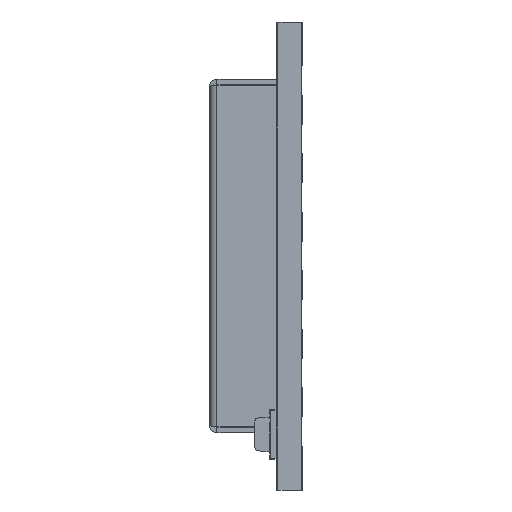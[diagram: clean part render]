
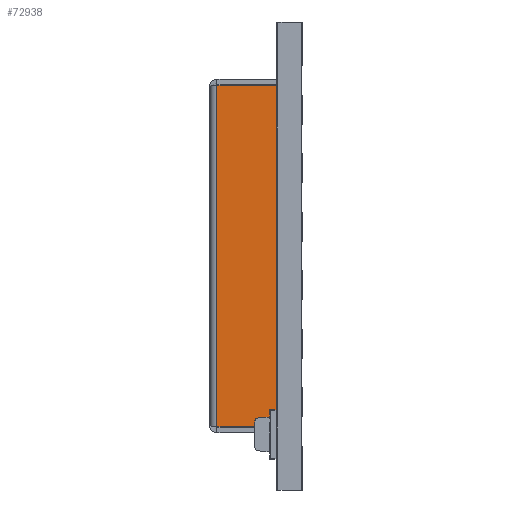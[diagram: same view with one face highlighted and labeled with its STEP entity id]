
A CAD part, left-side view. The second image highlights one B-rep face of the part: STEP entity #72938.
In plain terms, the highlighted planar face has unit normal (-1, 0, 0).
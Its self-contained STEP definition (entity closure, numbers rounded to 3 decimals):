
#5295 = LINE ( 'NONE', #34590, #9544 ) ;
#6059 = DIRECTION ( 'NONE',  ( 0., 1., 0. ) ) ;
#6695 = ORIENTED_EDGE ( 'NONE', *, *, #143288, .F. ) ;
#9325 = LINE ( 'NONE', #24077, #40720 ) ;
#9544 = VECTOR ( 'NONE', #128020, 1000. ) ;
#15497 = EDGE_CURVE ( 'NONE', #141987, #58343, #108520, .T. ) ;
#17145 = EDGE_CURVE ( 'NONE', #141987, #126921, #9325, .T. ) ;
#24077 = CARTESIAN_POINT ( 'NONE',  ( -7.5, 0.25, -6.05 ) ) ;
#34590 = CARTESIAN_POINT ( 'NONE',  ( -7.5, 2.3, 0. ) ) ;
#35066 = CARTESIAN_POINT ( 'NONE',  ( -7.5, 0.25, 5.832 ) ) ;
#35149 = ORIENTED_EDGE ( 'NONE', *, *, #15497, .T. ) ;
#40720 = VECTOR ( 'NONE', #51628, 1000. ) ;
#41034 = EDGE_LOOP ( 'NONE', ( #125599, #35149, #132773, #6695 ) ) ;
#47434 = DIRECTION ( 'NONE',  ( 0., 1., 0. ) ) ;
#49750 = LINE ( 'NONE', #113418, #152143 ) ;
#51628 = DIRECTION ( 'NONE',  ( 0., 0., -1. ) ) ;
#58343 = VERTEX_POINT ( 'NONE', #97740 ) ;
#72938 = ADVANCED_FACE ( 'NONE', ( #73462 ), #112506, .F. ) ;
#73462 = FACE_OUTER_BOUND ( 'NONE', #41034, .T. ) ;
#86200 = DIRECTION ( 'NONE',  ( 1., 0., 0. ) ) ;
#97740 = CARTESIAN_POINT ( 'NONE',  ( -7.5, 2.3, 5.832 ) ) ;
#98488 = DIRECTION ( 'NONE',  ( 0., 1., 0. ) ) ;
#108520 = LINE ( 'NONE', #137637, #139878 ) ;
#112506 = PLANE ( 'NONE',  #166040 ) ;
#113418 = CARTESIAN_POINT ( 'NONE',  ( -7.5, 0.2, -5.832 ) ) ;
#125599 = ORIENTED_EDGE ( 'NONE', *, *, #17145, .F. ) ;
#126921 = VERTEX_POINT ( 'NONE', #154380 ) ;
#128020 = DIRECTION ( 'NONE',  ( 0., 0., -1. ) ) ;
#132773 = ORIENTED_EDGE ( 'NONE', *, *, #136440, .T. ) ;
#136440 = EDGE_CURVE ( 'NONE', #58343, #172293, #5295, .T. ) ;
#137637 = CARTESIAN_POINT ( 'NONE',  ( -7.5, 0., 5.832 ) ) ;
#139878 = VECTOR ( 'NONE', #98488, 1000. ) ;
#141987 = VERTEX_POINT ( 'NONE', #35066 ) ;
#143288 = EDGE_CURVE ( 'NONE', #126921, #172293, #49750, .T. ) ;
#147228 = CARTESIAN_POINT ( 'NONE',  ( -7.5, 2.3, -5.832 ) ) ;
#152143 = VECTOR ( 'NONE', #47434, 1000. ) ;
#154380 = CARTESIAN_POINT ( 'NONE',  ( -7.5, 0.25, -5.832 ) ) ;
#166040 = AXIS2_PLACEMENT_3D ( 'NONE', #166347, #86200, #6059 ) ;
#166347 = CARTESIAN_POINT ( 'NONE',  ( -7.5, 0., 0. ) ) ;
#172293 = VERTEX_POINT ( 'NONE', #147228 ) ;
